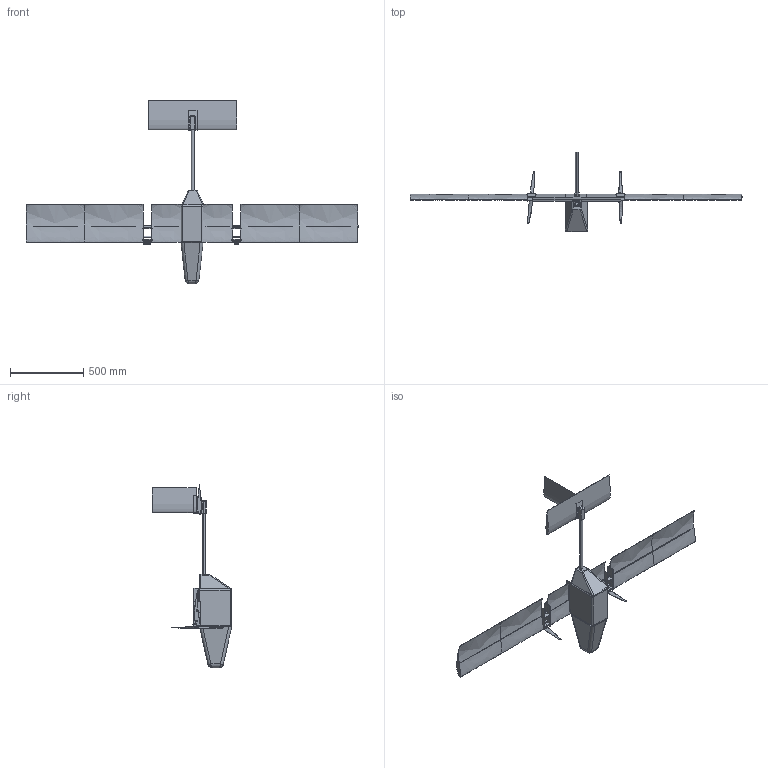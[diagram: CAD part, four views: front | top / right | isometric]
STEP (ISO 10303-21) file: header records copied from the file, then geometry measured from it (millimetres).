
FILE_DESCRIPTION (( 'STEP AP203' ), '1' );
FILE_NAME ('plane.STEP', '2025-01-22T18:33:06', ( '' ), ( '' ), 'SwSTEP 2.0', 'SolidWorks 2022', '' );
FILE_SCHEMA (( 'CONFIG_CONTROL_DESIGN' ));
Length unit declared in the file: centimetre
Products named in the file (21): plane; tail; wing fix; motor part; motor mount main; fuselage; boom; fuselage front; wing assembly1; fuselageback; horizontal stabilizer; spar; vertical stabilizer; wing main 40cm; mwing 1; BLDC_Motor_5010_Varsayilan; tail2; taill attach part; wing middle part; prop; motor mount side
Assembly tree (33 placements, depth 4):
  plane
    fuselage front
    fuselage
    wing fix  x2
    wing middle part
    mwing 1
    wing assembly1
      mwing 1
      motor mount main
        motor mount side  x2
        motor part  x2
      spar  x2
    wing main 40cm  x4
    motor mount main
      motor mount side  x2
      motor part  x2
    spar  x2
    fuselageback
    tail
      taill attach part
      tail2
      vertical stabilizer
      horizontal stabilizer
      boom
    BLDC_Motor_5010_Varsayilan  x2
    prop  x2
Bounding box: 2270 x 543.05 x 1255.88 mm (x, y, z)
Volume: 20336113.1 mm3; surface area: 2995656.6 mm2
Topology: 33 solids, 33 shells, 1131 faces, 3150 edges, 2058 vertices
Faces by surface type: plane 686, cylinder 379, bspline 49, sphere 11, cone 4, torus 2
Entity records: 27385 total; most frequent: CARTESIAN_POINT 10262, ORIENTED_EDGE 3128, DIRECTION 2917, EDGE_CURVE 1564, VERTEX_POINT 1016, LINE 975, VECTOR 975, AXIS2_PLACEMENT_3D 971
